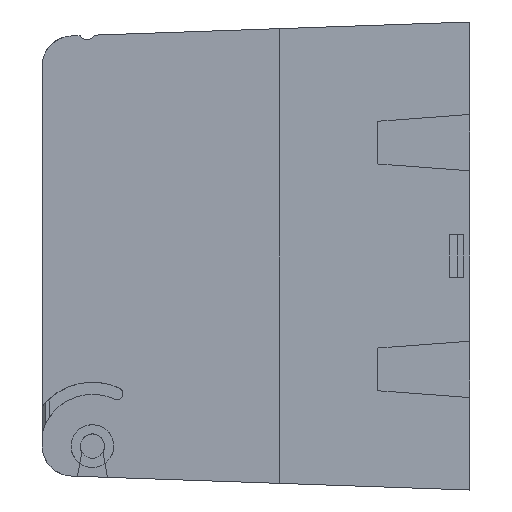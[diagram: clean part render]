
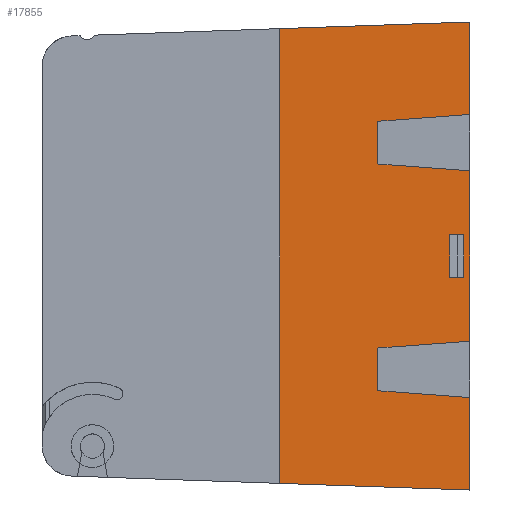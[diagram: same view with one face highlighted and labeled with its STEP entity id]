
A CAD part, left-side view. The second image highlights one B-rep face of the part: STEP entity #17855.
In plain terms, the highlighted planar face has unit normal (1, 0, 0).
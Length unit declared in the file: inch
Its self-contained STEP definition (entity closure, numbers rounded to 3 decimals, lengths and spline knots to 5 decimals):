
#138 = VECTOR ( 'NONE', #34422, 39.37008 ) ;
#830 = VECTOR ( 'NONE', #47209, 39.37008 ) ;
#1058 = CARTESIAN_POINT ( 'NONE',  ( -0.465, 0., 1.4375 ) ) ;
#1072 = CARTESIAN_POINT ( 'NONE',  ( -0.465, 0., 1.53756 ) ) ;
#1379 = CARTESIAN_POINT ( 'NONE',  ( -0.465, 0.04, 0.14 ) ) ;
#1432 = LINE ( 'NONE', #19275, #138 ) ;
#1616 = VERTEX_POINT ( 'NONE', #1072 ) ;
#1837 = VECTOR ( 'NONE', #3257, 39.37008 ) ;
#2059 = DIRECTION ( 'NONE',  ( 0., 0.999, -0.035 ) ) ;
#2233 = DIRECTION ( 'NONE',  ( 0., -0.997, 0.074 ) ) ;
#3081 = VERTEX_POINT ( 'NONE', #9373 ) ;
#3257 = DIRECTION ( 'NONE',  ( 0., 0., -1. ) ) ;
#3909 = AXIS2_PLACEMENT_3D ( 'NONE', #9585, #35839, #13347 ) ;
#4046 = VECTOR ( 'NONE', #2059, 39.37008 ) ;
#4177 = ORIENTED_EDGE ( 'NONE', *, *, #12864, .F. ) ;
#4866 = FACE_BOUND ( 'NONE', #8644, .T. ) ;
#5289 = EDGE_CURVE ( 'NONE', #7427, #15707, #34238, .T. ) ;
#5332 = FACE_OUTER_BOUND ( 'NONE', #15068, .T. ) ;
#5421 = VECTOR ( 'NONE', #21072, 39.37008 ) ;
#5453 = LINE ( 'NONE', #44470, #44533 ) ;
#5649 = EDGE_CURVE ( 'NONE', #38535, #7427, #33749, .T. ) ;
#5730 = CARTESIAN_POINT ( 'NONE',  ( -0.465, 0.604, -0.60477 ) ) ;
#5911 = CARTESIAN_POINT ( 'NONE',  ( -0.465, 0.00349, 1.53744 ) ) ;
#6593 = VERTEX_POINT ( 'NONE', #37686 ) ;
#7188 = EDGE_CURVE ( 'NONE', #30310, #33872, #19061, .T. ) ;
#7427 = VERTEX_POINT ( 'NONE', #22058 ) ;
#8328 = CARTESIAN_POINT ( 'NONE',  ( -0.465, 0., 0.56 ) ) ;
#8338 = EDGE_CURVE ( 'NONE', #23879, #38535, #43806, .T. ) ;
#8430 = ORIENTED_EDGE ( 'NONE', *, *, #27051, .F. ) ;
#8644 = EDGE_LOOP ( 'NONE', ( #10197, #41991, #29211, #37557 ) ) ;
#8651 = DIRECTION ( 'NONE',  ( 0., 1., 0. ) ) ;
#9373 = CARTESIAN_POINT ( 'NONE',  ( -0.465, 0., -1.53756 ) ) ;
#9418 = PLANE ( 'NONE',  #3909 ) ;
#9585 = CARTESIAN_POINT ( 'NONE',  ( -0.465, 0.594, -0.5 ) ) ;
#10197 = ORIENTED_EDGE ( 'NONE', *, *, #5649, .F. ) ;
#10361 = EDGE_CURVE ( 'NONE', #3081, #30310, #1432, .T. ) ;
#10948 = EDGE_CURVE ( 'NONE', #46101, #3081, #29899, .T. ) ;
#11039 = CARTESIAN_POINT ( 'NONE',  ( -0.465, 0., 0.93 ) ) ;
#11513 = EDGE_CURVE ( 'NONE', #48128, #46101, #40746, .T. ) ;
#11606 = CARTESIAN_POINT ( 'NONE',  ( -0.465, 0.604, -0.60477 ) ) ;
#11863 = EDGE_CURVE ( 'NONE', #1616, #48128, #43537, .T. ) ;
#12430 = EDGE_CURVE ( 'NONE', #21281, #1616, #24002, .T. ) ;
#12603 = LINE ( 'NONE', #21134, #21331 ) ;
#12864 = EDGE_CURVE ( 'NONE', #37425, #42495, #14919, .T. ) ;
#12885 = DIRECTION ( 'NONE',  ( 0., 0., 1. ) ) ;
#13190 = CARTESIAN_POINT ( 'NONE',  ( -0.465, 0., 0.56 ) ) ;
#13347 = DIRECTION ( 'NONE',  ( 0., 0., 1. ) ) ;
#13742 = VECTOR ( 'NONE', #46235, 39.37008 ) ;
#14785 = CARTESIAN_POINT ( 'NONE',  ( -0.465, 0., -0.56 ) ) ;
#14919 = LINE ( 'NONE', #1058, #13742 ) ;
#15031 = ORIENTED_EDGE ( 'NONE', *, *, #10948, .F. ) ;
#15068 = EDGE_LOOP ( 'NONE', ( #29427, #18248, #15031, #20042, #42877, #38595, #34926, #46792, #34487, #4177, #21947, #8430 ) ) ;
#15707 = VERTEX_POINT ( 'NONE', #1379 ) ;
#17080 = EDGE_CURVE ( 'NONE', #15707, #23879, #45894, .T. ) ;
#17855 = ADVANCED_FACE ( 'NONE', ( #4866, #5332 ), #9418, .F. ) ;
#18248 = ORIENTED_EDGE ( 'NONE', *, *, #10361, .F. ) ;
#19061 = LINE ( 'NONE', #27956, #35306 ) ;
#19275 = CARTESIAN_POINT ( 'NONE',  ( -0.465, 0., 1.4375 ) ) ;
#19904 = VECTOR ( 'NONE', #44735, 39.37008 ) ;
#20042 = ORIENTED_EDGE ( 'NONE', *, *, #11513, .F. ) ;
#20983 = EDGE_CURVE ( 'NONE', #31308, #21281, #5453, .T. ) ;
#21072 = DIRECTION ( 'NONE',  ( 0., -1., 0. ) ) ;
#21134 = CARTESIAN_POINT ( 'NONE',  ( -0.465, 0.604, -0.5 ) ) ;
#21281 = VERTEX_POINT ( 'NONE', #11039 ) ;
#21331 = VECTOR ( 'NONE', #24970, 39.37008 ) ;
#21947 = ORIENTED_EDGE ( 'NONE', *, *, #26349, .F. ) ;
#22058 = CARTESIAN_POINT ( 'NONE',  ( -0.465, 0.133, 0.14 ) ) ;
#22725 = CARTESIAN_POINT ( 'NONE',  ( -0.465, 0.594, 0.14 ) ) ;
#23156 = CARTESIAN_POINT ( 'NONE',  ( -0.465, 0., 1.4375 ) ) ;
#23879 = VERTEX_POINT ( 'NONE', #37946 ) ;
#23950 = VECTOR ( 'NONE', #45483, 39.37008 ) ;
#24002 = LINE ( 'NONE', #23156, #44067 ) ;
#24574 = CARTESIAN_POINT ( 'NONE',  ( -0.465, 0.04, -0.5 ) ) ;
#24970 = DIRECTION ( 'NONE',  ( 0., 0., 1. ) ) ;
#25496 = VECTOR ( 'NONE', #39466, 39.37008 ) ;
#26349 = EDGE_CURVE ( 'NONE', #41942, #37425, #33977, .T. ) ;
#26775 = LINE ( 'NONE', #39153, #36817 ) ;
#27051 = EDGE_CURVE ( 'NONE', #33872, #41942, #26775, .T. ) ;
#27516 = DIRECTION ( 'NONE',  ( 0., 0.997, 0.074 ) ) ;
#27956 = CARTESIAN_POINT ( 'NONE',  ( -0.465, 0., -0.93 ) ) ;
#29211 = ORIENTED_EDGE ( 'NONE', *, *, #17080, .F. ) ;
#29427 = ORIENTED_EDGE ( 'NONE', *, *, #7188, .F. ) ;
#29699 = CARTESIAN_POINT ( 'NONE',  ( -0.465, 0.00349, -1.53744 ) ) ;
#29899 = LINE ( 'NONE', #29699, #19904 ) ;
#30310 = VERTEX_POINT ( 'NONE', #46554 ) ;
#31308 = VERTEX_POINT ( 'NONE', #48608 ) ;
#33523 = VECTOR ( 'NONE', #39699, 39.37008 ) ;
#33749 = LINE ( 'NONE', #39862, #33523 ) ;
#33872 = VERTEX_POINT ( 'NONE', #47674 ) ;
#33977 = LINE ( 'NONE', #11606, #23950 ) ;
#34211 = DIRECTION ( 'NONE',  ( 0., 0., 1. ) ) ;
#34238 = LINE ( 'NONE', #22725, #5421 ) ;
#34422 = DIRECTION ( 'NONE',  ( 0., 0., 1. ) ) ;
#34487 = ORIENTED_EDGE ( 'NONE', *, *, #46362, .F. ) ;
#34926 = ORIENTED_EDGE ( 'NONE', *, *, #20983, .F. ) ;
#35306 = VECTOR ( 'NONE', #27516, 39.37008 ) ;
#35839 = DIRECTION ( 'NONE',  ( -1., 0., 0. ) ) ;
#36817 = VECTOR ( 'NONE', #12885, 39.37008 ) ;
#37425 = VERTEX_POINT ( 'NONE', #14785 ) ;
#37557 = ORIENTED_EDGE ( 'NONE', *, *, #5289, .F. ) ;
#37686 = CARTESIAN_POINT ( 'NONE',  ( -0.465, 0.604, 0.60477 ) ) ;
#37946 = CARTESIAN_POINT ( 'NONE',  ( -0.465, 0.04, -0.14 ) ) ;
#38535 = VERTEX_POINT ( 'NONE', #45553 ) ;
#38595 = ORIENTED_EDGE ( 'NONE', *, *, #12430, .F. ) ;
#39153 = CARTESIAN_POINT ( 'NONE',  ( -0.465, 0.604, -0.5 ) ) ;
#39466 = DIRECTION ( 'NONE',  ( 0., 0.997, 0.074 ) ) ;
#39699 = DIRECTION ( 'NONE',  ( 0., 0., 1. ) ) ;
#39862 = CARTESIAN_POINT ( 'NONE',  ( -0.465, 0.133, -0.5 ) ) ;
#39915 = EDGE_CURVE ( 'NONE', #6593, #31308, #12603, .T. ) ;
#40344 = CARTESIAN_POINT ( 'NONE',  ( -0.465, 1.25, -1.49391 ) ) ;
#40746 = LINE ( 'NONE', #40801, #1837 ) ;
#40801 = CARTESIAN_POINT ( 'NONE',  ( -0.465, 1.25, 3.60036 ) ) ;
#41942 = VERTEX_POINT ( 'NONE', #5730 ) ;
#41991 = ORIENTED_EDGE ( 'NONE', *, *, #8338, .F. ) ;
#42495 = VERTEX_POINT ( 'NONE', #8328 ) ;
#42877 = ORIENTED_EDGE ( 'NONE', *, *, #11863, .F. ) ;
#43537 = LINE ( 'NONE', #5911, #4046 ) ;
#43806 = LINE ( 'NONE', #46174, #43817 ) ;
#43817 = VECTOR ( 'NONE', #8651, 39.37008 ) ;
#44067 = VECTOR ( 'NONE', #34211, 39.37008 ) ;
#44470 = CARTESIAN_POINT ( 'NONE',  ( -0.465, 0.604, 0.88523 ) ) ;
#44526 = CARTESIAN_POINT ( 'NONE',  ( -0.465, 1.25, 1.49391 ) ) ;
#44533 = VECTOR ( 'NONE', #2233, 39.37008 ) ;
#44735 = DIRECTION ( 'NONE',  ( 0., -0.999, -0.035 ) ) ;
#45483 = DIRECTION ( 'NONE',  ( 0., -0.997, 0.074 ) ) ;
#45553 = CARTESIAN_POINT ( 'NONE',  ( -0.465, 0.133, -0.14 ) ) ;
#45567 = LINE ( 'NONE', #13190, #25496 ) ;
#45894 = LINE ( 'NONE', #24574, #830 ) ;
#46101 = VERTEX_POINT ( 'NONE', #40344 ) ;
#46174 = CARTESIAN_POINT ( 'NONE',  ( -0.465, 0.594, -0.14 ) ) ;
#46235 = DIRECTION ( 'NONE',  ( 0., 0., 1. ) ) ;
#46362 = EDGE_CURVE ( 'NONE', #42495, #6593, #45567, .T. ) ;
#46554 = CARTESIAN_POINT ( 'NONE',  ( -0.465, 0., -0.93 ) ) ;
#46792 = ORIENTED_EDGE ( 'NONE', *, *, #39915, .F. ) ;
#47209 = DIRECTION ( 'NONE',  ( 0., 0., -1. ) ) ;
#47674 = CARTESIAN_POINT ( 'NONE',  ( -0.465, 0.604, -0.88523 ) ) ;
#48128 = VERTEX_POINT ( 'NONE', #44526 ) ;
#48608 = CARTESIAN_POINT ( 'NONE',  ( -0.465, 0.604, 0.88523 ) ) ;
